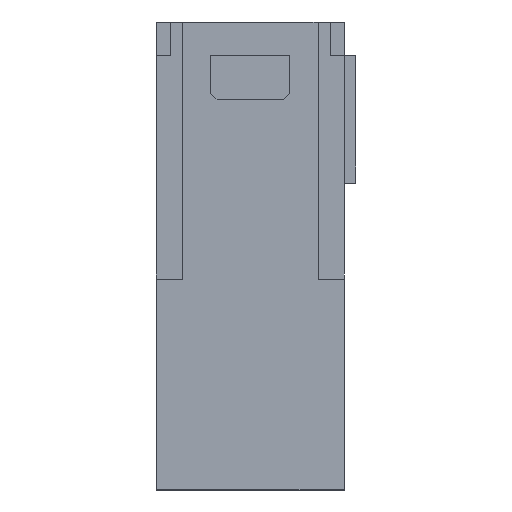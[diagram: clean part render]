
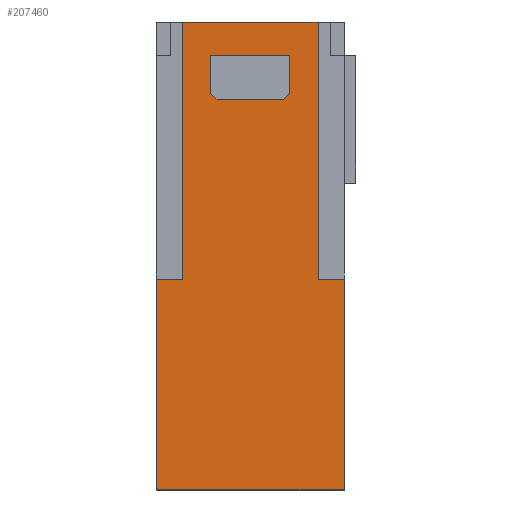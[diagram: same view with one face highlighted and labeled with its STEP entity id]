
A CAD part, front view. The second image highlights one B-rep face of the part: STEP entity #207460.
In plain terms, the highlighted face is planar.
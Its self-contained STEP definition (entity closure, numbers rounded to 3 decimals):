
#38100=CARTESIAN_POINT('',(-101.357,-30.955,48.3));
#38110=VERTEX_POINT('',#38100);
#38160=CARTESIAN_POINT('',(-100.123,-30.955,48.3));
#38170=DIRECTION('',(-1.,0.,0.));
#38180=VECTOR('',#38170,1.);
#38190=LINE('',#38160,#38180);
#38200=CARTESIAN_POINT('',(-90.757,-30.955,48.3));
#38210=VERTEX_POINT('',#38200);
#38220=EDGE_CURVE('',#38210,#38110,#38190,.T.);
#204610=CARTESIAN_POINT('',(-88.707,-30.955,28.2));
#204620=VERTEX_POINT('',#204610);
#204650=CARTESIAN_POINT('',(-88.707,-30.955,
69.257));
#204660=DIRECTION('',(0.,0.,1.));
#204670=VECTOR('',#204660,1.);
#204680=LINE('',#204650,#204670);
#204690=CARTESIAN_POINT('',(-88.707,-30.955,11.7));
#204700=VERTEX_POINT('',#204690);
#204710=EDGE_CURVE('',#204700,#204620,#204680,.T.);
#206180=CARTESIAN_POINT('',(-90.757,-30.955,
69.257));
#206190=DIRECTION('',(0.,0.,1.));
#206200=VECTOR('',#206190,1.);
#206210=LINE('',#206180,#206200);
#206220=CARTESIAN_POINT('',(-90.757,-30.955,28.2));
#206230=VERTEX_POINT('',#206220);
#206240=EDGE_CURVE('',#206230,#38210,#206210,.T.);
#206500=CARTESIAN_POINT('',(-88.757,-30.955,25.7));
#206510=DIRECTION('',(0.,1.,0.));
#206520=DIRECTION('',(-1.,0.,0.));
#206530=AXIS2_PLACEMENT_3D('',#206500,#206510,#206520);
#206540=PLANE('',#206530);
#206550=CARTESIAN_POINT('',(-66.399,-30.955,
69.257));
#206560=DIRECTION('',(0.707,0.,
0.707));
#206570=VECTOR('',#206560,1.);
#206580=LINE('',#206550,#206570);
#206590=CARTESIAN_POINT('',(-93.457,-30.955,42.2));
#206600=VERTEX_POINT('',#206590);
#206610=CARTESIAN_POINT('',(-92.957,-30.955,42.7));
#206620=VERTEX_POINT('',#206610);
#206630=EDGE_CURVE('',#206600,#206620,#206580,.T.);
#206640=ORIENTED_EDGE('',*,*,#206630,.T.);
#206650=CARTESIAN_POINT('',(-144.745,-30.955,42.2));
#206660=DIRECTION('',(-1.,0.,0.));
#206670=VECTOR('',#206660,1.);
#206680=LINE('',#206650,#206670);
#206690=CARTESIAN_POINT('',(-98.657,-30.955,42.2));
#206700=VERTEX_POINT('',#206690);
#206710=EDGE_CURVE('',#206600,#206700,#206680,.T.);
#206720=ORIENTED_EDGE('',*,*,#206710,.F.);
#206730=CARTESIAN_POINT('',(-125.714,-30.955,
69.257));
#206740=DIRECTION('',(0.707,0.,
-0.707));
#206750=VECTOR('',#206740,1.);
#206760=LINE('',#206730,#206750);
#206770=CARTESIAN_POINT('',(-99.157,-30.955,42.7));
#206780=VERTEX_POINT('',#206770);
#206790=EDGE_CURVE('',#206780,#206700,#206760,.T.);
#206800=ORIENTED_EDGE('',*,*,#206790,.T.);
#206810=CARTESIAN_POINT('',(-99.157,-30.955,
69.257));
#206820=DIRECTION('',(0.,0.,-1.));
#206830=VECTOR('',#206820,1.);
#206840=LINE('',#206810,#206830);
#206850=CARTESIAN_POINT('',(-99.157,-30.955,
45.7));
#206860=VERTEX_POINT('',#206850);
#206870=EDGE_CURVE('',#206860,#206780,#206840,.T.);
#206880=ORIENTED_EDGE('',*,*,#206870,.T.);
#206890=CARTESIAN_POINT('',(-100.123,-30.955,
45.7));
#206900=DIRECTION('',(-1.,0.,0.));
#206910=VECTOR('',#206900,1.);
#206920=LINE('',#206890,#206910);
#206930=CARTESIAN_POINT('',(-92.957,-30.955,
45.7));
#206940=VERTEX_POINT('',#206930);
#206950=EDGE_CURVE('',#206940,#206860,#206920,.T.);
#206960=ORIENTED_EDGE('',*,*,#206950,.T.);
#206970=CARTESIAN_POINT('',(-92.957,-30.955,
69.257));
#206980=DIRECTION('',(0.,0.,1.));
#206990=VECTOR('',#206980,1.);
#207000=LINE('',#206970,#206990);
#207010=EDGE_CURVE('',#206620,#206940,#207000,.T.);
#207020=ORIENTED_EDGE('',*,*,#207010,.T.);
#207030=EDGE_LOOP('',(#207020,#206960,#206880,#206800,#206720,#206640));
#207040=FACE_BOUND('',#207030,.T.);
#207050=ORIENTED_EDGE('',*,*,#38220,.F.);
#207060=CARTESIAN_POINT('',(-101.357,-30.955,
69.257));
#207070=DIRECTION('',(0.,0.,-1.));
#207080=VECTOR('',#207070,1.);
#207090=LINE('',#207060,#207080);
#207100=CARTESIAN_POINT('',(-101.357,-30.955,28.2));
#207110=VERTEX_POINT('',#207100);
#207120=EDGE_CURVE('',#38110,#207110,#207090,.T.);
#207130=ORIENTED_EDGE('',*,*,#207120,.F.);
#207140=CARTESIAN_POINT('',(-144.745,-30.955,28.2));
#207150=DIRECTION('',(1.,0.,0.));
#207160=VECTOR('',#207150,1.);
#207170=LINE('',#207140,#207160);
#207180=CARTESIAN_POINT('',(-103.407,-30.955,28.2));
#207190=VERTEX_POINT('',#207180);
#207200=EDGE_CURVE('',#207190,#207110,#207170,.T.);
#207210=ORIENTED_EDGE('',*,*,#207200,.T.);
#207220=CARTESIAN_POINT('',(-103.407,-30.955,
69.257));
#207230=DIRECTION('',(0.,0.,1.));
#207240=VECTOR('',#207230,1.);
#207250=LINE('',#207220,#207240);
#207260=CARTESIAN_POINT('',(-103.407,-30.955,11.7));
#207270=VERTEX_POINT('',#207260);
#207280=EDGE_CURVE('',#207270,#207190,#207250,.T.);
#207290=ORIENTED_EDGE('',*,*,#207280,.T.);
#207300=CARTESIAN_POINT('',(-144.745,-30.955,11.7));
#207310=DIRECTION('',(1.,0.,0.));
#207320=VECTOR('',#207310,1.);
#207330=LINE('',#207300,#207320);
#207340=EDGE_CURVE('',#207270,#204700,#207330,.T.);
#207350=ORIENTED_EDGE('',*,*,#207340,.F.);
#207360=ORIENTED_EDGE('',*,*,#204710,.F.);
#207370=CARTESIAN_POINT('',(-144.745,-30.955,28.2));
#207380=DIRECTION('',(1.,0.,0.));
#207390=VECTOR('',#207380,1.);
#207400=LINE('',#207370,#207390);
#207410=EDGE_CURVE('',#206230,#204620,#207400,.T.);
#207420=ORIENTED_EDGE('',*,*,#207410,.T.);
#207430=ORIENTED_EDGE('',*,*,#206240,.F.);
#207440=EDGE_LOOP('',(#207430,#207420,#207360,#207350,#207290,#207210,
#207130,#207050));
#207450=FACE_OUTER_BOUND('',#207440,.T.);
#207460=ADVANCED_FACE('',(#207040,#207450),#206540,.T.);
